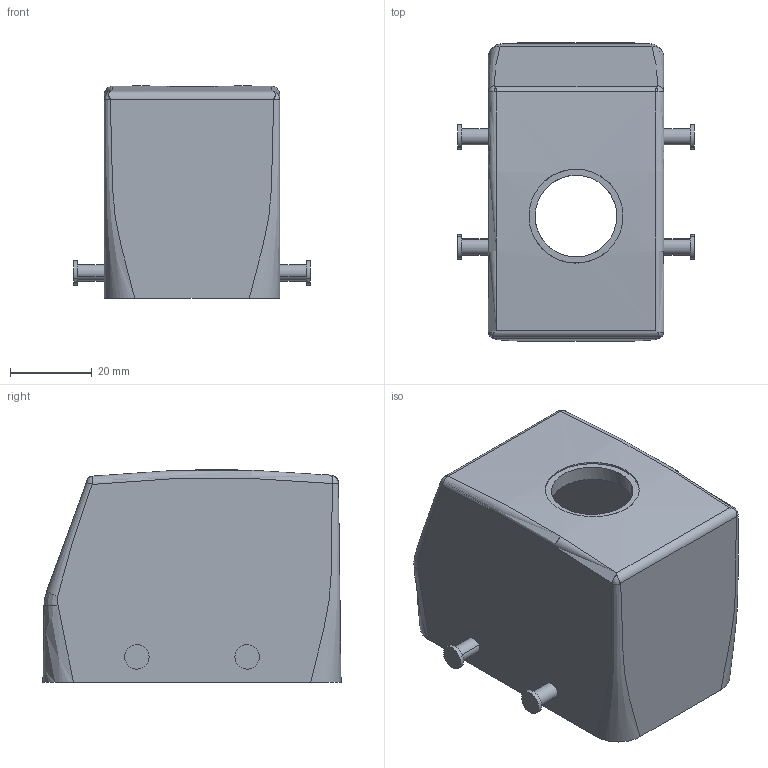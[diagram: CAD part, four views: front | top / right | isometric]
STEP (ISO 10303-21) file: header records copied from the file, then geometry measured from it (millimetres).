
FILE_DESCRIPTION(('CATIA V5 STEP Exchange','CAx-IF Rec.Pracs.--- Model Styling and Organization---1.5--- 2016-08-15','CAx-IF Rec.Pracs.---Supplemental Geometry---1.0---2011-11-01','CAx-IF Rec.Pracs.--- Composite Materials ---1.1---2010-07-15'),'2;1');
FILE_NAME ('1968696-4_0', '2025-04-29T07:32:39+00:00', ('none'), ('Weidmueller'), 'CATIA Version 5-6 Release 2022 SP4 HF5', 'CATIA V5 STEP AP214 v3', 'none');
FILE_SCHEMA(('AUTOMOTIVE_DESIGN { 1 0 10303 214 1 1 1 1 }'));
Length unit declared in the file: millimetre
Products named in the file (1): 3001390000
Bounding box: 58 x 73 x 52 mm (x, y, z)
Volume: 50007.6 mm3; surface area: 26315.2 mm2
Topology: 1 solids, 1 shells, 93 faces, 221 edges, 142 vertices
Faces by surface type: cylinder 41, plane 36, bspline 14, torus 2
Entity records: 4655 total; most frequent: CARTESIAN_POINT 2765, ORIENTED_EDGE 438, DIRECTION 259, EDGE_CURVE 219, VERTEX_POINT 142, AXIS2_PLACEMENT_3D 120, EDGE_LOOP 109, VECTOR 93
